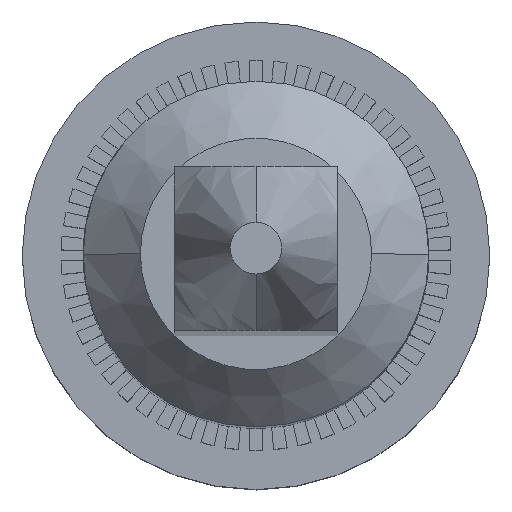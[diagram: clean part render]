
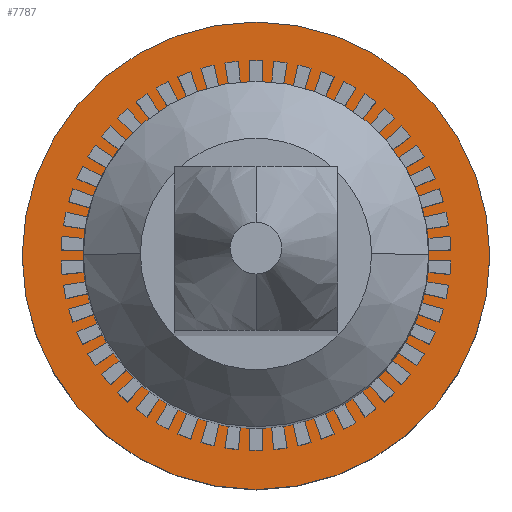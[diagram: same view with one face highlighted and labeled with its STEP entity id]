
A CAD part, top view. The second image highlights one B-rep face of the part: STEP entity #7787.
In plain terms, the highlighted planar face has unit normal (0, 0, 1).
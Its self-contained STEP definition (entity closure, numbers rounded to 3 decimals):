
#65 = ORIENTED_EDGE ( 'NONE', *, *, #5778, .T. ) ;
#186 = DIRECTION ( 'NONE',  ( -1., 0., 0. ) ) ;
#356 = DIRECTION ( 'NONE',  ( 0., 0., -1. ) ) ;
#417 = EDGE_CURVE ( 'NONE', #7614, #8611, #2408, .T. ) ;
#432 = FACE_OUTER_BOUND ( 'NONE', #12594, .T. ) ;
#525 = CARTESIAN_POINT ( 'NONE',  ( 0.9, 0., 0.8 ) ) ;
#1101 = ORIENTED_EDGE ( 'NONE', *, *, #4258, .T. ) ;
#1161 = CARTESIAN_POINT ( 'NONE',  ( 0., 0., 0.8 ) ) ;
#1235 = DIRECTION ( 'NONE',  ( 0., 0., -1. ) ) ;
#1361 = EDGE_CURVE ( 'NONE', #8611, #7614, #8419, .T. ) ;
#2244 = DIRECTION ( 'NONE',  ( -1., 0., 0. ) ) ;
#2408 = CIRCLE ( 'NONE', #11412, 0.9 ) ;
#3066 = DIRECTION ( 'NONE',  ( 0., 0., 1. ) ) ;
#3313 = FACE_BOUND ( 'NONE', #5590, .T. ) ;
#4075 = ORIENTED_EDGE ( 'NONE', *, *, #417, .F. ) ;
#4258 = EDGE_CURVE ( 'NONE', #7562, #10633, #9020, .T. ) ;
#4523 = AXIS2_PLACEMENT_3D ( 'NONE', #1161, #8778, #2244 ) ;
#4842 = CARTESIAN_POINT ( 'NONE',  ( 0.665, 0., 0.8 ) ) ;
#5590 = EDGE_LOOP ( 'NONE', ( #65, #1101 ) ) ;
#5778 = EDGE_CURVE ( 'NONE', #10633, #7562, #10486, .T. ) ;
#6707 = CARTESIAN_POINT ( 'NONE',  ( -0.665, 0., 0.8 ) ) ;
#6877 = CARTESIAN_POINT ( 'NONE',  ( 0., 0., 0.8 ) ) ;
#7412 = PLANE ( 'NONE',  #13969 ) ;
#7562 = VERTEX_POINT ( 'NONE', #4842 ) ;
#7614 = VERTEX_POINT ( 'NONE', #8141 ) ;
#7761 = CARTESIAN_POINT ( 'NONE',  ( 0., 0., 0.8 ) ) ;
#7787 = ADVANCED_FACE ( 'NONE', ( #3313, #432 ), #7412, .T. ) ;
#7992 = DIRECTION ( 'NONE',  ( -1., 0., 0. ) ) ;
#8141 = CARTESIAN_POINT ( 'NONE',  ( -0.9, 0., 0.8 ) ) ;
#8419 = CIRCLE ( 'NONE', #4523, 0.9 ) ;
#8514 = CARTESIAN_POINT ( 'NONE',  ( 0., 0.9, 0.8 ) ) ;
#8611 = VERTEX_POINT ( 'NONE', #525 ) ;
#8778 = DIRECTION ( 'NONE',  ( 0., 0., -1. ) ) ;
#8842 = DIRECTION ( 'NONE',  ( -1., 0., 0. ) ) ;
#9020 = CIRCLE ( 'NONE', #13768, 0.665 ) ;
#10158 = CARTESIAN_POINT ( 'NONE',  ( 0., 0., 0.8 ) ) ;
#10486 = CIRCLE ( 'NONE', #13594, 0.665 ) ;
#10633 = VERTEX_POINT ( 'NONE', #6707 ) ;
#10644 = DIRECTION ( 'NONE',  ( 1., 0., 0. ) ) ;
#10961 = DIRECTION ( 'NONE',  ( 0., 0., -1. ) ) ;
#11412 = AXIS2_PLACEMENT_3D ( 'NONE', #10158, #10961, #186 ) ;
#11720 = ORIENTED_EDGE ( 'NONE', *, *, #1361, .F. ) ;
#12594 = EDGE_LOOP ( 'NONE', ( #4075, #11720 ) ) ;
#13594 = AXIS2_PLACEMENT_3D ( 'NONE', #7761, #1235, #8842 ) ;
#13768 = AXIS2_PLACEMENT_3D ( 'NONE', #6877, #356, #7992 ) ;
#13969 = AXIS2_PLACEMENT_3D ( 'NONE', #8514, #3066, #10644 ) ;
